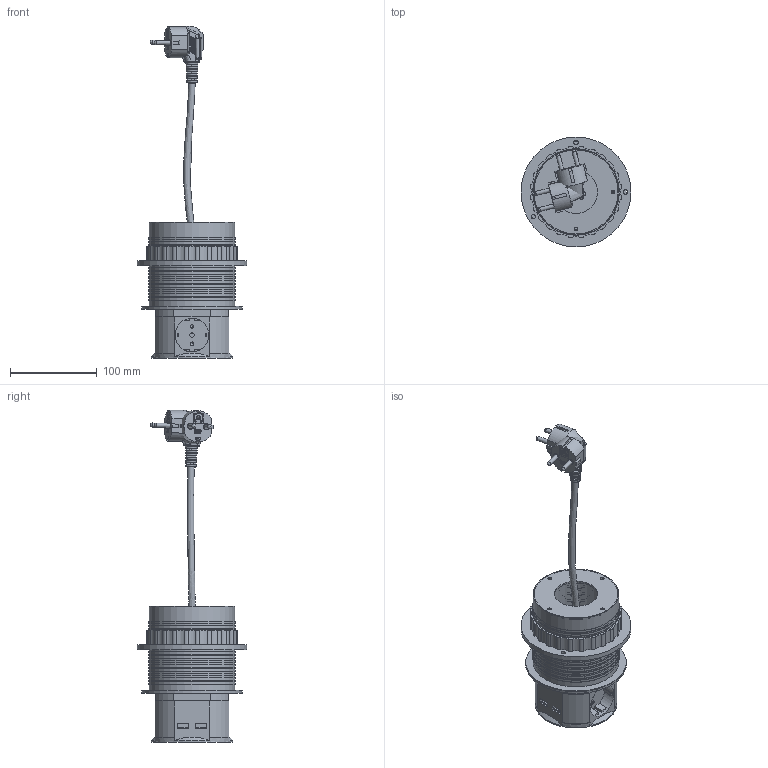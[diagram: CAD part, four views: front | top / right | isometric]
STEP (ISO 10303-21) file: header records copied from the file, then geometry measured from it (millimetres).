
FILE_DESCRIPTION(/* description */ (''),/* implementation_level */ '2;1');
FILE_NAME(/* name */ 'AE-BPW3S100U-53_schuko.stp',/* time_stamp */ '2022-02-04T16:58:40+01:00',/* author */ ('SławomirO'),/* organization */ (''),/* preprocessor_version */ 'ST-DEVELOPER v18.1',/* originating_system */ 'Autodesk Inventor 2021',/* authorisation */ '');
FILE_SCHEMA (('AUTOMOTIVE_DESIGN { 1 0 10303 214 3 1 1 }'));
Length unit declared in the file: millimetre
Products named in the file (8): AE-BPW3S100U-53_schuko; Solid1_1; Solid2_1; Solid3_1; Solid4_1; Solid5_1; Solid6_1; AC_Power_Plug
Assembly tree (8 placements, depth 2):
  AE-BPW3S100U-53_schuko
    Solid1_1
    Solid2_1
    Solid3_1
    Solid4_1
    Solid5_1
    Solid6_1
    AC_Power_Plug  x2
Bounding box: 127 x 127 x 383.38 mm (x, y, z)
Volume: 534252.8 mm3; surface area: 184992.5 mm2
Topology: 8 solids, 8 shells, 1275 faces, 3493 edges, 2291 vertices
Faces by surface type: plane 719, cylinder 357, bspline 97, sphere 64, cone 30, torus 8
Full cylindrical faces by diameter (mm): 4 x10, 4.8 x4, 5 x8, 6.2 x2, 7 x4, 39 x3, 50 x1, 94.4 x1, 97 x2, 99 x17, 99.8 x15, 100 x1, 116 x2, 127 x1
Entity records: 30037 total; most frequent: CARTESIAN_POINT 8390, DIRECTION 4451, ORIENTED_EDGE 4438, EDGE_CURVE 2219, AXIS2_PLACEMENT_3D 1560, VERTEX_POINT 1483, LINE 1331, VECTOR 1331
